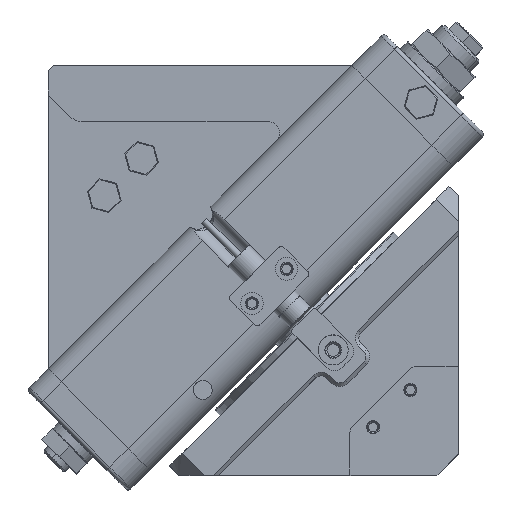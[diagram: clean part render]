
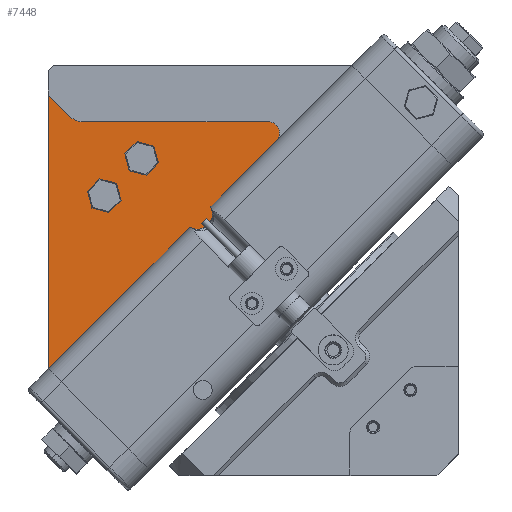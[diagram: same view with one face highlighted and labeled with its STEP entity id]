
A CAD part, top view. The second image highlights one B-rep face of the part: STEP entity #7448.
In plain terms, the highlighted planar face has unit normal (0, 0, 1).
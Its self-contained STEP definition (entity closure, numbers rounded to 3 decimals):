
#730 = CIRCLE ( 'NONE', #35720, 4. ) ;
#1375 = VECTOR ( 'NONE', #31661, 1000. ) ;
#1428 = CARTESIAN_POINT ( 'NONE',  ( 0., 87.071, 73. ) ) ;
#1503 = LINE ( 'NONE', #12219, #16654 ) ;
#2317 = ORIENTED_EDGE ( 'NONE', *, *, #20773, .T. ) ;
#2897 = EDGE_CURVE ( 'NONE', #33829, #10468, #730, .T. ) ;
#3418 = LINE ( 'NONE', #34174, #34267 ) ;
#4024 = DIRECTION ( 'NONE',  ( 0.707, 0.707, 0. ) ) ;
#5167 = VERTEX_POINT ( 'NONE', #8701 ) ;
#5310 = ORIENTED_EDGE ( 'NONE', *, *, #42436, .F. ) ;
#5775 = ORIENTED_EDGE ( 'NONE', *, *, #12519, .T. ) ;
#6139 = DIRECTION ( 'NONE',  ( 0.707, 0.707, 0. ) ) ;
#7448 = ADVANCED_FACE ( 'NONE', ( #24015 ), #7777, .T. ) ;
#7648 = AXIS2_PLACEMENT_3D ( 'NONE', #27638, #9758, #6139 ) ;
#7777 = PLANE ( 'NONE',  #9428 ) ;
#8425 = CARTESIAN_POINT ( 'NONE',  ( 5.607, 81.464, 73. ) ) ;
#8701 = CARTESIAN_POINT ( 'NONE',  ( 0., 14.39, 73. ) ) ;
#9234 = EDGE_CURVE ( 'NONE', #43675, #23705, #13271, .T. ) ;
#9428 = AXIS2_PLACEMENT_3D ( 'NONE', #40059, #15455, #36437 ) ;
#9717 = ORIENTED_EDGE ( 'NONE', *, *, #22115, .F. ) ;
#9758 = DIRECTION ( 'NONE',  ( 0., 0., -1. ) ) ;
#9806 = CARTESIAN_POINT ( 'NONE',  ( 43.415, 57.381, 73. ) ) ;
#9908 = DIRECTION ( 'NONE',  ( 0., 0., -1. ) ) ;
#10468 = VERTEX_POINT ( 'NONE', #13239 ) ;
#11140 = CARTESIAN_POINT ( 'NONE',  ( 58.368, 80., 73. ) ) ;
#11239 = LINE ( 'NONE', #8425, #24660 ) ;
#12219 = CARTESIAN_POINT ( 'NONE',  ( 0., 14.39, 73. ) ) ;
#12519 = EDGE_CURVE ( 'NONE', #33829, #23806, #42398, .T. ) ;
#12627 = CARTESIAN_POINT ( 'NONE',  ( 58.368, 77., 73. ) ) ;
#13080 = EDGE_CURVE ( 'NONE', #37593, #43675, #19337, .T. ) ;
#13177 = VERTEX_POINT ( 'NONE', #42042 ) ;
#13239 = CARTESIAN_POINT ( 'NONE',  ( 37.757, 51.851, 73. ) ) ;
#13271 = CIRCLE ( 'NONE', #7648, 3. ) ;
#13406 = ORIENTED_EDGE ( 'NONE', *, *, #31288, .T. ) ;
#14662 = DIRECTION ( 'NONE',  ( 0., 0., 1. ) ) ;
#15455 = DIRECTION ( 'NONE',  ( 0., 0., 1. ) ) ;
#15620 = CARTESIAN_POINT ( 'NONE',  ( 37.619, 51.585, 73. ) ) ;
#15778 = DIRECTION ( 'NONE',  ( 0.707, 0.707, 0. ) ) ;
#16654 = VECTOR ( 'NONE', #4024, 1000. ) ;
#17542 = VERTEX_POINT ( 'NONE', #41546 ) ;
#19337 = CIRCLE ( 'NONE', #46235, 3. ) ;
#19438 = DIRECTION ( 'NONE',  ( 0.707, -0.707, 0. ) ) ;
#19500 = DIRECTION ( 'NONE',  ( 0.707, 0.707, 0. ) ) ;
#19621 = DIRECTION ( 'NONE',  ( 0., -1., 0. ) ) ;
#19731 = EDGE_CURVE ( 'NONE', #23806, #23705, #1503, .T. ) ;
#20152 = ORIENTED_EDGE ( 'NONE', *, *, #9234, .F. ) ;
#20773 = EDGE_CURVE ( 'NONE', #24805, #10468, #36728, .T. ) ;
#22115 = EDGE_CURVE ( 'NONE', #17542, #13177, #27130, .T. ) ;
#22163 = CARTESIAN_POINT ( 'NONE',  ( 9.142, 85., 73. ) ) ;
#22793 = CARTESIAN_POINT ( 'NONE',  ( 58.368, 80., 73. ) ) ;
#23217 = DIRECTION ( 'NONE',  ( 0., 0., -1. ) ) ;
#23372 = CARTESIAN_POINT ( 'NONE',  ( 0., 14.39, 73. ) ) ;
#23705 = VERTEX_POINT ( 'NONE', #40116 ) ;
#23786 = LINE ( 'NONE', #11140, #1375 ) ;
#23806 = VERTEX_POINT ( 'NONE', #44622 ) ;
#24015 = FACE_OUTER_BOUND ( 'NONE', #32919, .T. ) ;
#24660 = VECTOR ( 'NONE', #19438, 1000. ) ;
#24805 = VERTEX_POINT ( 'NONE', #33116 ) ;
#26846 = DIRECTION ( 'NONE',  ( 0.707, 0.707, 0. ) ) ;
#27130 = CIRCLE ( 'NONE', #32767, 5. ) ;
#27416 = VECTOR ( 'NONE', #19500, 1000. ) ;
#27638 = CARTESIAN_POINT ( 'NONE',  ( 58.368, 77., 73. ) ) ;
#28872 = ORIENTED_EDGE ( 'NONE', *, *, #43493, .T. ) ;
#29082 = AXIS2_PLACEMENT_3D ( 'NONE', #9806, #38496, #38163 ) ;
#31288 = EDGE_CURVE ( 'NONE', #44826, #5167, #3418, .T. ) ;
#31661 = DIRECTION ( 'NONE',  ( 1., 0., 0. ) ) ;
#31684 = CARTESIAN_POINT ( 'NONE',  ( 39.598, 55.402, 73. ) ) ;
#32488 = DIRECTION ( 'NONE',  ( 0.707, 0.707, 0. ) ) ;
#32767 = AXIS2_PLACEMENT_3D ( 'NONE', #22163, #14662, #32488 ) ;
#32919 = EDGE_LOOP ( 'NONE', ( #28872, #2317, #46431, #5775, #39780, #20152, #45947, #37544, #9717, #5310, #13406 ) ) ;
#33116 = CARTESIAN_POINT ( 'NONE',  ( 37.407, 51.797, 73. ) ) ;
#33829 = VERTEX_POINT ( 'NONE', #38342 ) ;
#34174 = CARTESIAN_POINT ( 'NONE',  ( 0., 87.071, 73. ) ) ;
#34267 = VECTOR ( 'NONE', #19621, 1000. ) ;
#34712 = AXIS2_PLACEMENT_3D ( 'NONE', #15620, #40555, #15778 ) ;
#35720 = AXIS2_PLACEMENT_3D ( 'NONE', #31684, #9908, #46048 ) ;
#36437 = DIRECTION ( 'NONE',  ( 0.707, 0.707, 0. ) ) ;
#36728 = CIRCLE ( 'NONE', #34712, 0.3 ) ;
#37544 = ORIENTED_EDGE ( 'NONE', *, *, #38460, .F. ) ;
#37593 = VERTEX_POINT ( 'NONE', #22793 ) ;
#38163 = DIRECTION ( 'NONE',  ( 0.707, 0.707, 0. ) ) ;
#38342 = CARTESIAN_POINT ( 'NONE',  ( 43.149, 57.243, 73. ) ) ;
#38460 = EDGE_CURVE ( 'NONE', #13177, #37593, #23786, .T. ) ;
#38496 = DIRECTION ( 'NONE',  ( 0., 0., -1. ) ) ;
#38603 = CARTESIAN_POINT ( 'NONE',  ( 60.489, 79.121, 73. ) ) ;
#39780 = ORIENTED_EDGE ( 'NONE', *, *, #19731, .T. ) ;
#40059 = CARTESIAN_POINT ( 'NONE',  ( 58.368, 77., 73. ) ) ;
#40116 = CARTESIAN_POINT ( 'NONE',  ( 60.489, 74.879, 73. ) ) ;
#40555 = DIRECTION ( 'NONE',  ( 0., 0., -1. ) ) ;
#41546 = CARTESIAN_POINT ( 'NONE',  ( 5.607, 81.464, 73. ) ) ;
#42042 = CARTESIAN_POINT ( 'NONE',  ( 9.142, 80., 73. ) ) ;
#42398 = CIRCLE ( 'NONE', #29082, 0.3 ) ;
#42436 = EDGE_CURVE ( 'NONE', #44826, #17542, #11239, .T. ) ;
#42569 = LINE ( 'NONE', #23372, #27416 ) ;
#43493 = EDGE_CURVE ( 'NONE', #5167, #24805, #42569, .T. ) ;
#43675 = VERTEX_POINT ( 'NONE', #38603 ) ;
#44622 = CARTESIAN_POINT ( 'NONE',  ( 43.203, 57.593, 73. ) ) ;
#44826 = VERTEX_POINT ( 'NONE', #1428 ) ;
#45947 = ORIENTED_EDGE ( 'NONE', *, *, #13080, .F. ) ;
#46048 = DIRECTION ( 'NONE',  ( -0.707, -0.707, 0. ) ) ;
#46235 = AXIS2_PLACEMENT_3D ( 'NONE', #12627, #23217, #26846 ) ;
#46431 = ORIENTED_EDGE ( 'NONE', *, *, #2897, .F. ) ;
